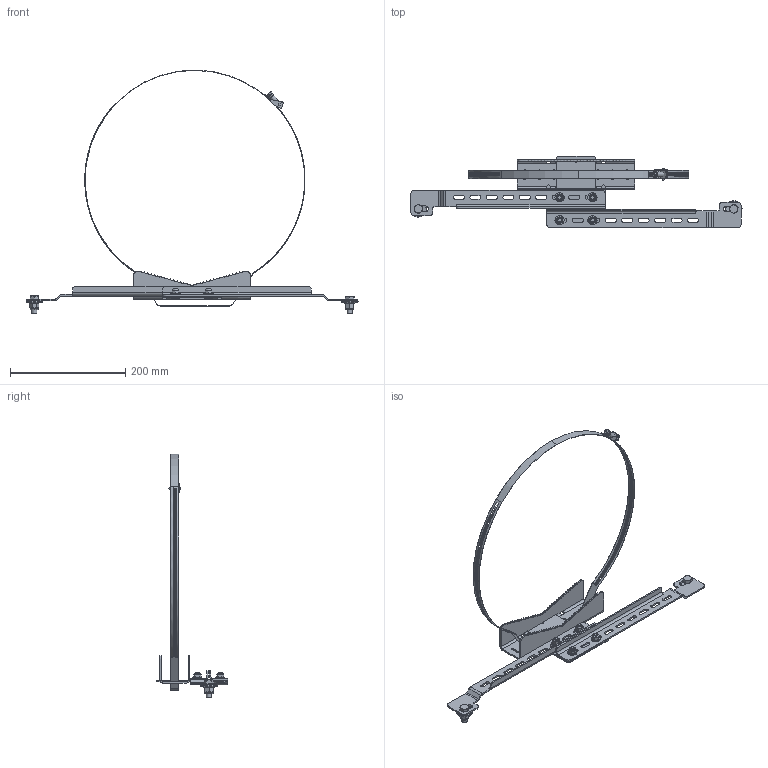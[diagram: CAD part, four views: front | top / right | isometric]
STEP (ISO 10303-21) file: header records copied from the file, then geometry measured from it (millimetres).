
FILE_DESCRIPTION (( 'STEP AP214' ), '1' );
FILE_NAME ('PMKSML.STEP', '2020-05-20T20:50:27', ( '' ), ( '' ), 'SwSTEP 2.0', 'SolidWorks 2019', '' );
FILE_SCHEMA (( 'AUTOMOTIVE_DESIGN' ));
Length unit declared in the file: inch
Products named in the file (1): PMKSML
Bounding box: 576.19 x 124.09 x 423.3 mm (x, y, z)
Volume: 182259.8 mm3; surface area: 181153.1 mm2
Topology: 26 solids, 26 shells, 1999 faces, 5749 edges, 3807 vertices
Faces by surface type: bspline 1119, plane 574, cylinder 236, cone 66, torus 4
Full cylindrical faces by diameter (mm): 3.175 x1, 4.978 x4, 6.35 x4, 6.401 x4, 7.366 x4, 7.798 x2, 8.24 x1, 8.509 x2, 9.525 x4, 11.049 x4, 14.275 x2, 14.287 x4, 15.875 x4, 27.305 x2, 28.575 x2
Entity records: 146409 total; most frequent: CARTESIAN_POINT 75615, ORIENTED_EDGE 11256, EDGE_CURVE 5628, DIRECTION 5586, VERTEX_POINT 3786, EDGE_LOOP 2754, VECTOR 2696, LINE 2696
